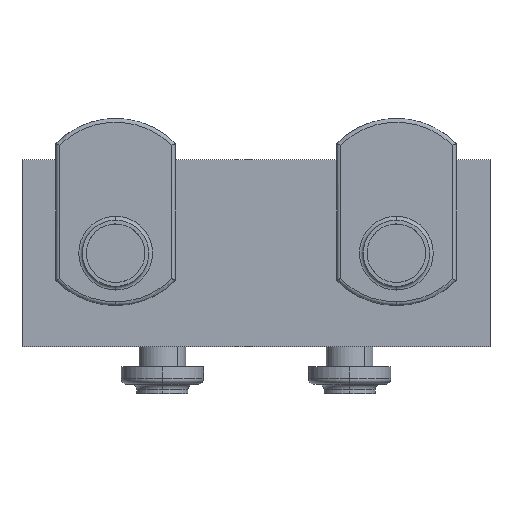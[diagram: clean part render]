
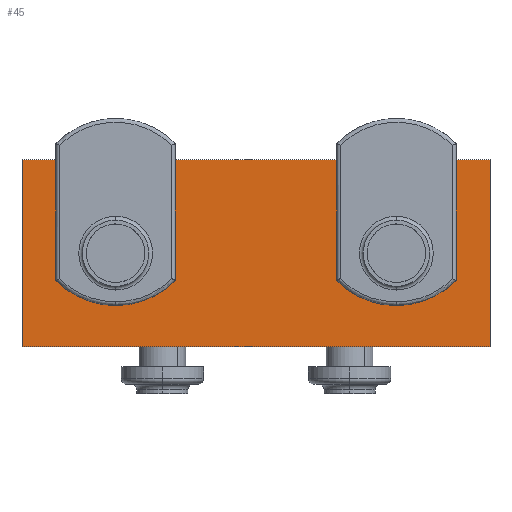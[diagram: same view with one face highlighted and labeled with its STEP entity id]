
A CAD part, front view. The second image highlights one B-rep face of the part: STEP entity #45.
In plain terms, the highlighted planar face has unit normal (0, -1, 0).
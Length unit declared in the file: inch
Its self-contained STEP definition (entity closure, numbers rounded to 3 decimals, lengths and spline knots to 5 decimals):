
#37 = EDGE_LOOP ( 'NONE', ( #3440, #3390 ) ) ;
#38 = EDGE_LOOP ( 'NONE', ( #1299, #3368 ) ) ;
#45 = ADVANCED_FACE ( 'NONE', ( #635, #636, #637 ), #638, .T. ) ;
#59 = VERTEX_POINT ( 'NONE', #783 ) ;
#64 = VERTEX_POINT ( 'NONE', #893 ) ;
#413 = CARTESIAN_POINT ( 'NONE',  ( -0.75, 0., 0.664 ) ) ;
#576 = LINE ( 'NONE', #577, #578 ) ;
#577 = CARTESIAN_POINT ( 'NONE',  ( -1.25, 0., 0. ) ) ;
#578 = VECTOR ( 'NONE', #579, 39.37008 ) ;
#579 = DIRECTION ( 'NONE',  ( 1., 0., 0. ) ) ;
#630 = CIRCLE ( 'NONE', #631, 0.164 ) ;
#631 = AXIS2_PLACEMENT_3D ( 'NONE', #632, #633, #634 ) ;
#632 = CARTESIAN_POINT ( 'NONE',  ( 0.75, 0., 0.5 ) ) ;
#633 = DIRECTION ( 'NONE',  ( 0., -1., 0. ) ) ;
#634 = DIRECTION ( 'NONE',  ( 0., 0., -1. ) ) ;
#635 = FACE_BOUND ( 'NONE', #37, .T. ) ;
#636 = FACE_BOUND ( 'NONE', #38, .T. ) ;
#637 = FACE_OUTER_BOUND ( 'NONE', #3344, .T. ) ;
#638 = PLANE ( 'NONE',  #639 ) ;
#639 = AXIS2_PLACEMENT_3D ( 'NONE', #640, #641, #642 ) ;
#640 = CARTESIAN_POINT ( 'NONE',  ( -1.25, 0., 1. ) ) ;
#641 = DIRECTION ( 'NONE',  ( 0., -1., 0. ) ) ;
#642 = DIRECTION ( 'NONE',  ( 0., 0., -1. ) ) ;
#783 = CARTESIAN_POINT ( 'NONE',  ( -1.25, 0., 0. ) ) ;
#795 = LINE ( 'NONE', #796, #797 ) ;
#796 = CARTESIAN_POINT ( 'NONE',  ( -1.25, 0., 1. ) ) ;
#797 = VECTOR ( 'NONE', #798, 39.37008 ) ;
#798 = DIRECTION ( 'NONE',  ( 0., 0., -1. ) ) ;
#809 = LINE ( 'NONE', #810, #811 ) ;
#810 = CARTESIAN_POINT ( 'NONE',  ( 1.25, 0., 1. ) ) ;
#811 = VECTOR ( 'NONE', #812, 39.37008 ) ;
#812 = DIRECTION ( 'NONE',  ( 0., 0., -1. ) ) ;
#893 = CARTESIAN_POINT ( 'NONE',  ( 0.75, 0., 0.664 ) ) ;
#1017 = VERTEX_POINT ( 'NONE', #413 ) ;
#1078 = CARTESIAN_POINT ( 'NONE',  ( 1.25, 0., 0. ) ) ;
#1287 = CARTESIAN_POINT ( 'NONE',  ( 0.75, 0., 0.336 ) ) ;
#1299 = ORIENTED_EDGE ( 'NONE', *, *, #3214, .F. ) ;
#1422 = EDGE_CURVE ( 'NONE', #59, #2088, #576, .T. ) ;
#1456 = CIRCLE ( 'NONE', #1457, 0.164 ) ;
#1457 = AXIS2_PLACEMENT_3D ( 'NONE', #1458, #1459, #1460 ) ;
#1458 = CARTESIAN_POINT ( 'NONE',  ( 0.75, 0., 0.5 ) ) ;
#1459 = DIRECTION ( 'NONE',  ( 0., -1., 0. ) ) ;
#1460 = DIRECTION ( 'NONE',  ( 0., 0., -1. ) ) ;
#1577 = CARTESIAN_POINT ( 'NONE',  ( -1.25, 0., 1. ) ) ;
#1680 = LINE ( 'NONE', #1681, #1682 ) ;
#1681 = CARTESIAN_POINT ( 'NONE',  ( -1.25, 0., 1. ) ) ;
#1682 = VECTOR ( 'NONE', #1684, 39.37008 ) ;
#1684 = DIRECTION ( 'NONE',  ( 1., 0., 0. ) ) ;
#1718 = EDGE_CURVE ( 'NONE', #2736, #59, #795, .T. ) ;
#1941 = CARTESIAN_POINT ( 'NONE',  ( -0.75, 0., 0.336 ) ) ;
#1942 = CIRCLE ( 'NONE', #1943, 0.164 ) ;
#1943 = AXIS2_PLACEMENT_3D ( 'NONE', #1944, #1945, #1946 ) ;
#1944 = CARTESIAN_POINT ( 'NONE',  ( -0.75, 0., 0.5 ) ) ;
#1945 = DIRECTION ( 'NONE',  ( 0., -1., 0. ) ) ;
#1946 = DIRECTION ( 'NONE',  ( 0., 0., -1. ) ) ;
#2017 = CARTESIAN_POINT ( 'NONE',  ( 1.25, 0., 1. ) ) ;
#2023 = CIRCLE ( 'NONE', #2024, 0.164 ) ;
#2024 = AXIS2_PLACEMENT_3D ( 'NONE', #2025, #2026, #2027 ) ;
#2025 = CARTESIAN_POINT ( 'NONE',  ( -0.75, 0., 0.5 ) ) ;
#2026 = DIRECTION ( 'NONE',  ( 0., -1., 0. ) ) ;
#2027 = DIRECTION ( 'NONE',  ( 0., 0., -1. ) ) ;
#2071 = ORIENTED_EDGE ( 'NONE', *, *, #1718, .T. ) ;
#2088 = VERTEX_POINT ( 'NONE', #1078 ) ;
#2736 = VERTEX_POINT ( 'NONE', #1577 ) ;
#2950 = EDGE_CURVE ( 'NONE', #2736, #3224, #1680, .T. ) ;
#2988 = ORIENTED_EDGE ( 'NONE', *, *, #1422, .T. ) ;
#3177 = ORIENTED_EDGE ( 'NONE', *, *, #2950, .F. ) ;
#3213 = VERTEX_POINT ( 'NONE', #1941 ) ;
#3214 = EDGE_CURVE ( 'NONE', #3213, #1017, #1942, .T. ) ;
#3224 = VERTEX_POINT ( 'NONE', #2017 ) ;
#3226 = EDGE_CURVE ( 'NONE', #1017, #3213, #2023, .T. ) ;
#3249 = EDGE_CURVE ( 'NONE', #3224, #2088, #809, .T. ) ;
#3290 = ORIENTED_EDGE ( 'NONE', *, *, #3249, .F. ) ;
#3323 = VERTEX_POINT ( 'NONE', #1287 ) ;
#3344 = EDGE_LOOP ( 'NONE', ( #3290, #3177, #2071, #2988 ) ) ;
#3348 = EDGE_CURVE ( 'NONE', #64, #3323, #1456, .T. ) ;
#3368 = ORIENTED_EDGE ( 'NONE', *, *, #3226, .F. ) ;
#3390 = ORIENTED_EDGE ( 'NONE', *, *, #3348, .F. ) ;
#3420 = EDGE_CURVE ( 'NONE', #3323, #64, #630, .T. ) ;
#3440 = ORIENTED_EDGE ( 'NONE', *, *, #3420, .F. ) ;
